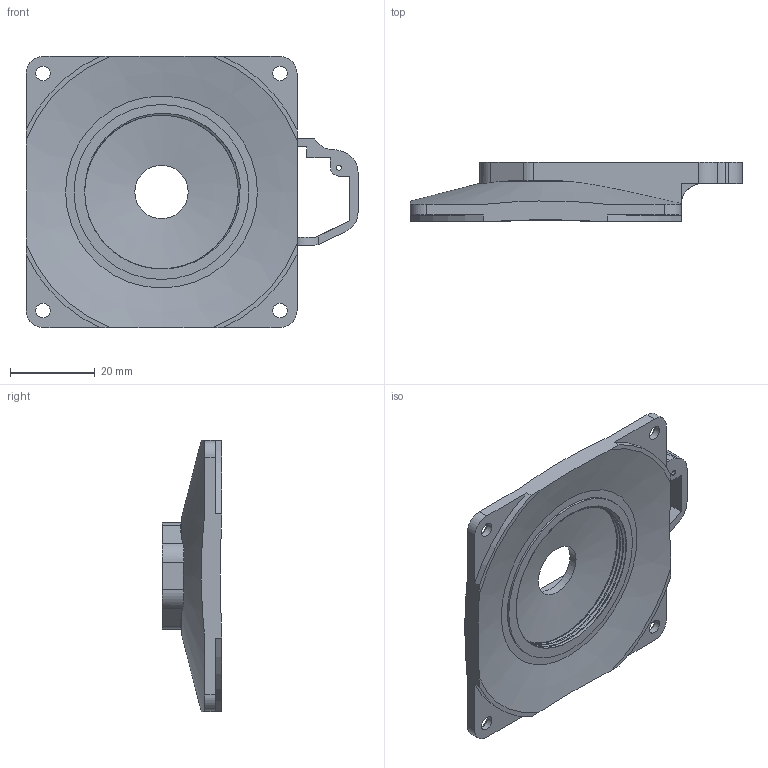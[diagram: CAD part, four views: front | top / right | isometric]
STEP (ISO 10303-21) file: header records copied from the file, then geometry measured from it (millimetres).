
FILE_DESCRIPTION(/* description */ (''),/* implementation_level */ '2;1');
FILE_NAME(/* name */ '5f98b0194caf230e8994fb52',/* time_stamp */ '2020-10-27T23:41:13+00:00',/* author */ (''),/* organization */ (''),/* preprocessor_version */ 'ST-DEVELOPER v16.7',/* originating_system */ $,/* authorisation */ $);
FILE_SCHEMA (('AUTOMOTIVE_DESIGN {1 0 10303 214 3 1 1}'));
Length unit declared in the file: metre
Products named in the file (1): big lens interface
Bounding box: 78.4 x 14 x 64 mm (x, y, z)
Volume: 18698.2 mm3; surface area: 12023.5 mm2
Topology: 1 solids, 1 shells, 99 faces, 284 edges, 184 vertices
Faces by surface type: plane 52, cylinder 31, cone 13, bspline 3
Full cylindrical faces by diameter (mm): 1.2 x2, 3.4 x4, 9 x1, 12.6 x1, 20 x1, 41.3 x1
Entity records: 3876 total; most frequent: CARTESIAN_POINT 1348, ORIENTED_EDGE 528, DIRECTION 495, EDGE_CURVE 264, AXIS2_PLACEMENT_3D 183, VERTEX_POINT 180, EDGE_LOOP 130, FACE_BOUND 130
